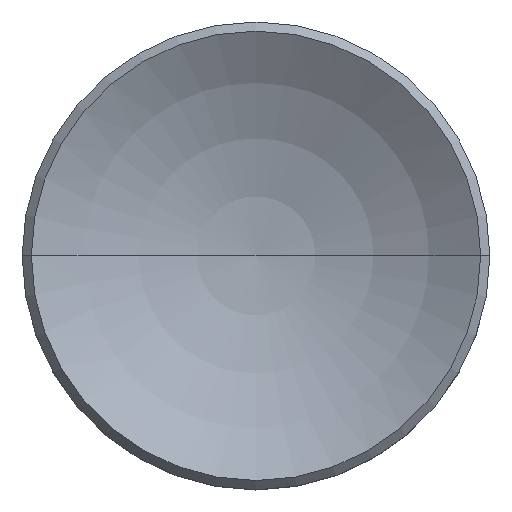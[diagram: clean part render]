
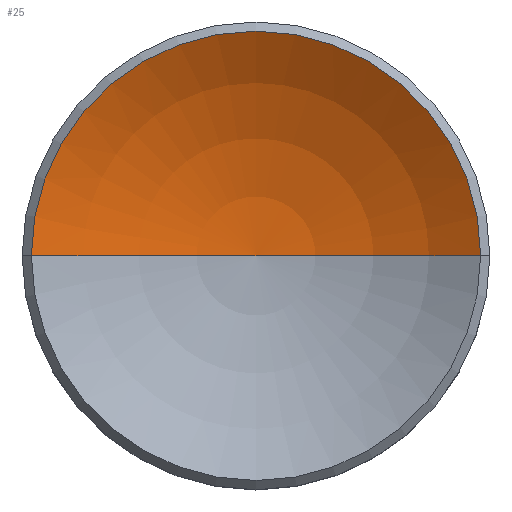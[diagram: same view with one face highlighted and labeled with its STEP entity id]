
A CAD part, top view. The second image highlights one B-rep face of the part: STEP entity #25.
In plain terms, the highlighted toroidal (fillet/blend) face has major radius 0.001 mm and minor radius 5.17 mm.
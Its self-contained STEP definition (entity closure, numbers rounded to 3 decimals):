
#4 = AXIS2_PLACEMENT_3D ( 'NONE', #193, #9, #162 ) ;
#5 = DIRECTION ( 'NONE',  ( -1., 0., 0. ) ) ;
#9 = DIRECTION ( 'NONE',  ( 0., 0., 1. ) ) ;
#23 = CIRCLE ( 'NONE', #160, 5.17 ) ;
#24 = ORIENTED_EDGE ( 'NONE', *, *, #108, .T. ) ;
#25 = ADVANCED_FACE ( 'NONE', ( #212 ), #90, .F. ) ;
#39 = DIRECTION ( 'NONE',  ( 0., 0., 1. ) ) ;
#74 = CARTESIAN_POINT ( 'NONE',  ( 2.882, 0., 2.378 ) ) ;
#76 = CIRCLE ( 'NONE', #245, 2.882 ) ;
#86 = VERTEX_POINT ( 'NONE', #229 ) ;
#90 = TOROIDAL_SURFACE ( 'NONE', #4, -0.001, 5.17 ) ;
#98 = VERTEX_POINT ( 'NONE', #219 ) ;
#100 = CARTESIAN_POINT ( 'NONE',  ( 0., 0., 2.378 ) ) ;
#108 = EDGE_CURVE ( 'NONE', #124, #98, #76, .T. ) ;
#115 = CARTESIAN_POINT ( 'NONE',  ( 0.001, 0., 6.67 ) ) ;
#118 = DIRECTION ( 'NONE',  ( 0., 0., -1. ) ) ;
#124 = VERTEX_POINT ( 'NONE', #74 ) ;
#152 = DIRECTION ( 'NONE',  ( 0., 1., 0. ) ) ;
#156 = DIRECTION ( 'NONE',  ( 1., 0., 0. ) ) ;
#160 = AXIS2_PLACEMENT_3D ( 'NONE', #115, #152, #5 ) ;
#161 = AXIS2_PLACEMENT_3D ( 'NONE', #256, #195, #118 ) ;
#162 = DIRECTION ( 'NONE',  ( 1., 0., 0. ) ) ;
#193 = CARTESIAN_POINT ( 'NONE',  ( 0., 0., 6.67 ) ) ;
#195 = DIRECTION ( 'NONE',  ( 0., -1., 0. ) ) ;
#196 = EDGE_CURVE ( 'NONE', #86, #98, #23, .T. ) ;
#203 = CIRCLE ( 'NONE', #161, 5.17 ) ;
#208 = EDGE_CURVE ( 'NONE', #86, #124, #203, .T. ) ;
#212 = FACE_OUTER_BOUND ( 'NONE', #233, .T. ) ;
#219 = CARTESIAN_POINT ( 'NONE',  ( -2.882, 0., 2.378 ) ) ;
#226 = ORIENTED_EDGE ( 'NONE', *, *, #196, .F. ) ;
#228 = ORIENTED_EDGE ( 'NONE', *, *, #208, .T. ) ;
#229 = CARTESIAN_POINT ( 'NONE',  ( 0., 0., 1.5 ) ) ;
#233 = EDGE_LOOP ( 'NONE', ( #226, #228, #24 ) ) ;
#245 = AXIS2_PLACEMENT_3D ( 'NONE', #100, #39, #156 ) ;
#256 = CARTESIAN_POINT ( 'NONE',  ( -0.001, 0., 6.67 ) ) ;
